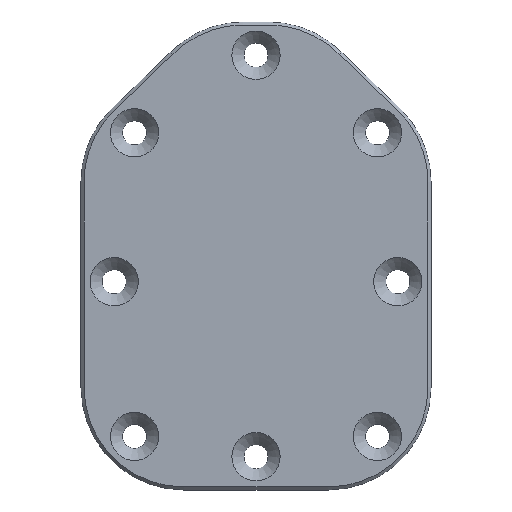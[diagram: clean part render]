
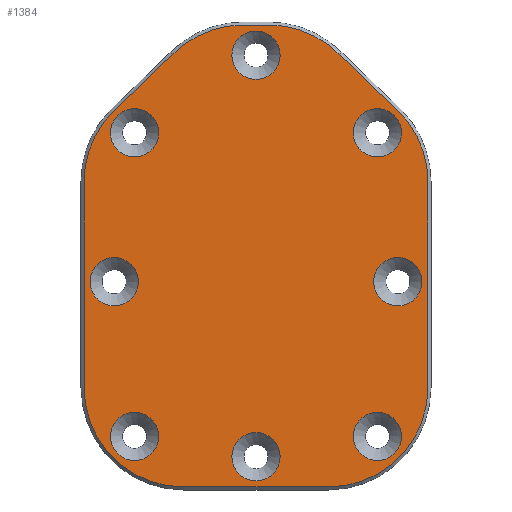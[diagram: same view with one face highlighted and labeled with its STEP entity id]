
A CAD part, top view. The second image highlights one B-rep face of the part: STEP entity #1384.
In plain terms, the highlighted planar face has unit normal (0, 0, 1).
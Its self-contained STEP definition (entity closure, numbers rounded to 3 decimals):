
#23=FACE_BOUND('',#237,.T.);
#24=FACE_BOUND('',#238,.T.);
#25=FACE_BOUND('',#239,.T.);
#26=FACE_BOUND('',#240,.T.);
#27=FACE_BOUND('',#241,.T.);
#28=FACE_BOUND('',#242,.T.);
#29=FACE_BOUND('',#243,.T.);
#30=FACE_BOUND('',#244,.T.);
#66=PLANE('',#1524);
#151=FACE_OUTER_BOUND('',#236,.T.);
#236=EDGE_LOOP('',(#1108,#1109,#1110,#1111,#1112,#1113,#1114,#1115,#1116,
#1117,#1118,#1119));
#237=EDGE_LOOP('',(#1120));
#238=EDGE_LOOP('',(#1121));
#239=EDGE_LOOP('',(#1122));
#240=EDGE_LOOP('',(#1123));
#241=EDGE_LOOP('',(#1124));
#242=EDGE_LOOP('',(#1125));
#243=EDGE_LOOP('',(#1126));
#244=EDGE_LOOP('',(#1127));
#293=LINE('',#2058,#417);
#340=LINE('',#2221,#464);
#348=LINE('',#2236,#472);
#366=LINE('',#2287,#490);
#368=LINE('',#2291,#492);
#369=LINE('',#2295,#493);
#417=VECTOR('',#1623,10.);
#464=VECTOR('',#1782,10.);
#472=VECTOR('',#1798,10.);
#490=VECTOR('',#1852,10.);
#492=VECTOR('',#1856,10.);
#493=VECTOR('',#1859,10.);
#537=CIRCLE('',#1437,4.);
#540=CIRCLE('',#1442,4.);
#546=CIRCLE('',#1457,16.5);
#553=CIRCLE('',#1472,16.5);
#562=CIRCLE('',#1489,16.5);
#567=CIRCLE('',#1500,4.);
#571=CIRCLE('',#1515,16.5);
#575=CIRCLE('',#1525,16.5);
#576=CIRCLE('',#1526,16.5);
#577=CIRCLE('',#1527,4.);
#578=CIRCLE('',#1528,4.);
#579=CIRCLE('',#1529,4.);
#580=CIRCLE('',#1530,4.);
#581=CIRCLE('',#1531,4.);
#605=VERTEX_POINT('',#2036);
#608=VERTEX_POINT('',#2046);
#611=VERTEX_POINT('',#2055);
#612=VERTEX_POINT('',#2057);
#628=VERTEX_POINT('',#2102);
#637=VERTEX_POINT('',#2140);
#651=VERTEX_POINT('',#2186);
#653=VERTEX_POINT('',#2190);
#660=VERTEX_POINT('',#2217);
#663=VERTEX_POINT('',#2234);
#671=VERTEX_POINT('',#2262);
#678=VERTEX_POINT('',#2286);
#679=VERTEX_POINT('',#2290);
#680=VERTEX_POINT('',#2292);
#681=VERTEX_POINT('',#2294);
#682=VERTEX_POINT('',#2297);
#683=VERTEX_POINT('',#2299);
#684=VERTEX_POINT('',#2301);
#685=VERTEX_POINT('',#2303);
#686=VERTEX_POINT('',#2305);
#720=EDGE_CURVE('',#605,#605,#537,.T.);
#725=EDGE_CURVE('',#608,#608,#540,.T.);
#729=EDGE_CURVE('',#611,#612,#293,.T.);
#752=EDGE_CURVE('',#611,#628,#546,.T.);
#768=EDGE_CURVE('',#612,#637,#553,.T.);
#791=EDGE_CURVE('',#651,#653,#562,.T.);
#805=EDGE_CURVE('',#660,#660,#567,.T.);
#806=EDGE_CURVE('',#637,#653,#340,.T.);
#814=EDGE_CURVE('',#663,#651,#348,.T.);
#827=EDGE_CURVE('',#663,#671,#571,.T.);
#839=EDGE_CURVE('',#671,#678,#366,.T.);
#841=EDGE_CURVE('',#679,#628,#368,.T.);
#842=EDGE_CURVE('',#680,#679,#575,.T.);
#843=EDGE_CURVE('',#681,#680,#369,.T.);
#844=EDGE_CURVE('',#678,#681,#576,.T.);
#845=EDGE_CURVE('',#682,#682,#577,.T.);
#846=EDGE_CURVE('',#683,#683,#578,.T.);
#847=EDGE_CURVE('',#684,#684,#579,.T.);
#848=EDGE_CURVE('',#685,#685,#580,.T.);
#849=EDGE_CURVE('',#686,#686,#581,.T.);
#1108=ORIENTED_EDGE('',*,*,#841,.F.);
#1109=ORIENTED_EDGE('',*,*,#842,.F.);
#1110=ORIENTED_EDGE('',*,*,#843,.F.);
#1111=ORIENTED_EDGE('',*,*,#844,.F.);
#1112=ORIENTED_EDGE('',*,*,#839,.F.);
#1113=ORIENTED_EDGE('',*,*,#827,.F.);
#1114=ORIENTED_EDGE('',*,*,#814,.T.);
#1115=ORIENTED_EDGE('',*,*,#791,.T.);
#1116=ORIENTED_EDGE('',*,*,#806,.F.);
#1117=ORIENTED_EDGE('',*,*,#768,.F.);
#1118=ORIENTED_EDGE('',*,*,#729,.F.);
#1119=ORIENTED_EDGE('',*,*,#752,.T.);
#1120=ORIENTED_EDGE('',*,*,#805,.T.);
#1121=ORIENTED_EDGE('',*,*,#725,.T.);
#1122=ORIENTED_EDGE('',*,*,#720,.T.);
#1123=ORIENTED_EDGE('',*,*,#845,.T.);
#1124=ORIENTED_EDGE('',*,*,#846,.T.);
#1125=ORIENTED_EDGE('',*,*,#847,.T.);
#1126=ORIENTED_EDGE('',*,*,#848,.T.);
#1127=ORIENTED_EDGE('',*,*,#849,.T.);
#1384=ADVANCED_FACE('',(#151,#23,#24,#25,#26,#27,#28,#29,#30),#66,.T.);
#1437=AXIS2_PLACEMENT_3D('',#2038,#1601,#1602);
#1442=AXIS2_PLACEMENT_3D('',#2048,#1613,#1614);
#1457=AXIS2_PLACEMENT_3D('',#2104,#1664,#1665);
#1472=AXIS2_PLACEMENT_3D('',#2141,#1701,#1702);
#1489=AXIS2_PLACEMENT_3D('',#2192,#1747,#1748);
#1500=AXIS2_PLACEMENT_3D('',#2219,#1778,#1779);
#1515=AXIS2_PLACEMENT_3D('',#2263,#1826,#1827);
#1524=AXIS2_PLACEMENT_3D('',#2289,#1854,#1855);
#1525=AXIS2_PLACEMENT_3D('',#2293,#1857,#1858);
#1526=AXIS2_PLACEMENT_3D('',#2296,#1860,#1861);
#1527=AXIS2_PLACEMENT_3D('',#2298,#1862,#1863);
#1528=AXIS2_PLACEMENT_3D('',#2300,#1864,#1865);
#1529=AXIS2_PLACEMENT_3D('',#2302,#1866,#1867);
#1530=AXIS2_PLACEMENT_3D('',#2304,#1868,#1869);
#1531=AXIS2_PLACEMENT_3D('',#2306,#1870,#1871);
#1601=DIRECTION('center_axis',(0.,0.,-1.));
#1602=DIRECTION('ref_axis',(-1.,0.,0.));
#1613=DIRECTION('center_axis',(0.,0.,-1.));
#1614=DIRECTION('ref_axis',(1.,0.,0.));
#1623=DIRECTION('',(0.722,0.692,0.));
#1664=DIRECTION('center_axis',(0.,0.,1.));
#1665=DIRECTION('ref_axis',(-1.,0.,0.));
#1701=DIRECTION('center_axis',(0.,0.,-1.));
#1702=DIRECTION('ref_axis',(0.,1.,0.));
#1747=DIRECTION('center_axis',(0.,0.,1.));
#1748=DIRECTION('ref_axis',(0.,1.,0.));
#1778=DIRECTION('center_axis',(0.,0.,-1.));
#1779=DIRECTION('ref_axis',(1.,0.,0.));
#1782=DIRECTION('',(1.,0.,0.));
#1798=DIRECTION('',(-0.722,0.692,0.));
#1826=DIRECTION('center_axis',(0.,0.,-1.));
#1827=DIRECTION('ref_axis',(1.,0.,0.));
#1852=DIRECTION('',(0.,-1.,0.));
#1854=DIRECTION('center_axis',(0.,0.,1.));
#1855=DIRECTION('ref_axis',(1.,0.,0.));
#1856=DIRECTION('',(0.,1.,0.));
#1857=DIRECTION('center_axis',(0.,0.,-1.));
#1858=DIRECTION('ref_axis',(-1.,0.,0.));
#1859=DIRECTION('',(-1.,0.,0.));
#1860=DIRECTION('center_axis',(0.,0.,-1.));
#1861=DIRECTION('ref_axis',(0.,-1.,0.));
#1862=DIRECTION('center_axis',(0.,0.,-1.));
#1863=DIRECTION('ref_axis',(1.,0.,0.));
#1864=DIRECTION('center_axis',(0.,0.,-1.));
#1865=DIRECTION('ref_axis',(1.,0.,0.));
#1866=DIRECTION('center_axis',(0.,0.,-1.));
#1867=DIRECTION('ref_axis',(1.,0.,0.));
#1868=DIRECTION('center_axis',(0.,0.,-1.));
#1869=DIRECTION('ref_axis',(1.,0.,0.));
#1870=DIRECTION('center_axis',(0.,0.,-1.));
#1871=DIRECTION('ref_axis',(1.,0.,0.));
#2036=CARTESIAN_POINT('',(-13.464,19.332,0.032));
#2038=CARTESIAN_POINT('Origin',(-17.464,19.332,0.032));
#2046=CARTESIAN_POINT('',(18.8,19.332,0.032));
#2048=CARTESIAN_POINT('Origin',(22.8,19.332,0.032));
#2055=CARTESIAN_POINT('',(-20.999,22.868,0.032));
#2057=CARTESIAN_POINT('',(-11.099,32.368,0.032));
#2058=CARTESIAN_POINT('',(-20.999,22.868,0.032));
#2102=CARTESIAN_POINT('',(-25.832,11.2,0.032));
#2104=CARTESIAN_POINT('Origin',(-9.332,11.2,0.032));
#2140=CARTESIAN_POINT('',(0.568,37.2,0.032));
#2141=CARTESIAN_POINT('Origin',(0.568,20.7,0.032));
#2186=CARTESIAN_POINT('',(16.435,32.368,0.032));
#2190=CARTESIAN_POINT('',(4.768,37.2,0.032));
#2192=CARTESIAN_POINT('Origin',(4.768,20.7,0.032));
#2217=CARTESIAN_POINT('',(-1.332,32.2,0.032));
#2219=CARTESIAN_POINT('Origin',(2.668,32.2,0.032));
#2221=CARTESIAN_POINT('',(-2.832,37.2,0.032));
#2234=CARTESIAN_POINT('',(26.335,22.868,0.032));
#2236=CARTESIAN_POINT('',(26.335,22.868,0.032));
#2262=CARTESIAN_POINT('',(31.168,11.2,0.032));
#2263=CARTESIAN_POINT('Origin',(14.668,11.2,0.032));
#2286=CARTESIAN_POINT('',(31.168,-22.845,0.032));
#2287=CARTESIAN_POINT('',(31.168,3.905,0.032));
#2289=CARTESIAN_POINT('Origin',(3.668,-10.44,0.032));
#2290=CARTESIAN_POINT('',(-25.832,-22.845,0.032));
#2291=CARTESIAN_POINT('',(-25.832,-14.595,0.032));
#2292=CARTESIAN_POINT('',(-9.332,-39.345,0.032));
#2293=CARTESIAN_POINT('Origin',(-9.332,-22.845,0.032));
#2294=CARTESIAN_POINT('',(14.668,-39.345,0.032));
#2295=CARTESIAN_POINT('',(8.168,-39.345,0.032));
#2296=CARTESIAN_POINT('Origin',(14.668,-22.845,0.032));
#2297=CARTESIAN_POINT('',(-24.832,-5.345,0.032));
#2298=CARTESIAN_POINT('Origin',(-20.832,-5.345,0.032));
#2299=CARTESIAN_POINT('',(-21.464,-30.976,0.032));
#2300=CARTESIAN_POINT('Origin',(-17.464,-30.976,0.032));
#2301=CARTESIAN_POINT('',(-1.332,-34.345,0.032));
#2302=CARTESIAN_POINT('Origin',(2.668,-34.345,0.032));
#2303=CARTESIAN_POINT('',(18.8,-30.976,0.032));
#2304=CARTESIAN_POINT('Origin',(22.8,-30.976,0.032));
#2305=CARTESIAN_POINT('',(22.168,-5.345,0.032));
#2306=CARTESIAN_POINT('Origin',(26.168,-5.345,0.032));
